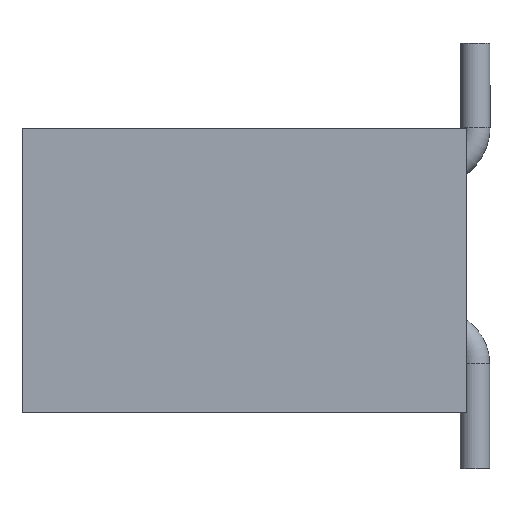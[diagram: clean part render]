
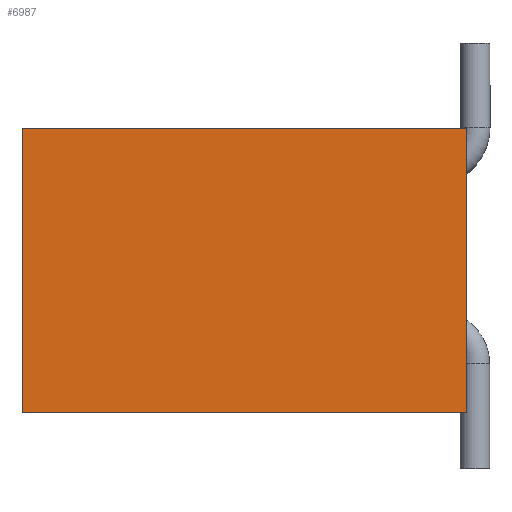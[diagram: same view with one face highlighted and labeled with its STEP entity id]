
A CAD part, left-side view. The second image highlights one B-rep face of the part: STEP entity #6987.
In plain terms, the highlighted planar face has unit normal (-1, 0, 0).
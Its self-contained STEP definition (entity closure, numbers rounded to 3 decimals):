
#782=ORIENTED_EDGE('',*,*,#2641,.T.);
#783=ORIENTED_EDGE('',*,*,#2717,.F.);
#784=ORIENTED_EDGE('',*,*,#2714,.F.);
#785=ORIENTED_EDGE('',*,*,#2719,.T.);
#2641=EDGE_CURVE('',#3623,#3622,#4307,.T.);
#2714=EDGE_CURVE('',#3686,#3687,#4338,.T.);
#2717=EDGE_CURVE('',#3687,#3622,#4341,.T.);
#2719=EDGE_CURVE('',#3686,#3623,#4343,.T.);
#3622=VERTEX_POINT('',#11238);
#3623=VERTEX_POINT('',#11240);
#3686=VERTEX_POINT('',#11723);
#3687=VERTEX_POINT('',#11725);
#4307=LINE('',#11239,#5080);
#4338=LINE('',#11724,#5111);
#4341=LINE('',#11729,#5114);
#4343=LINE('',#11733,#5116);
#5080=VECTOR('',#8954,1000.);
#5111=VECTOR('',#8999,1000.);
#5114=VECTOR('',#9004,1000.);
#5116=VECTOR('',#9010,1000.);
#5746=EDGE_LOOP('',(#782,#783,#784,#785));
#6204=FACE_BOUND('',#5746,.T.);
#6645=PLANE('',#8274);
#6987=ADVANCED_FACE('',(#6204),#6645,.F.);
#8274=AXIS2_PLACEMENT_3D('',#11741,#9020,#9021);
#8954=DIRECTION('',(0.,-1.,0.));
#8999=DIRECTION('',(0.,-1.,0.));
#9004=DIRECTION('',(0.,0.,-1.));
#9010=DIRECTION('',(0.,0.,-1.));
#9020=DIRECTION('',(1.,0.,0.));
#9021=DIRECTION('',(0.,0.,-1.));
#11238=CARTESIAN_POINT('',(-3.3,-3.4,0.));
#11239=CARTESIAN_POINT('',(-3.3,3.4,0.));
#11240=CARTESIAN_POINT('',(-3.3,3.4,0.));
#11723=CARTESIAN_POINT('',(-3.3,3.4,4.35));
#11724=CARTESIAN_POINT('',(-3.3,3.4,4.35));
#11725=CARTESIAN_POINT('',(-3.3,-3.4,4.35));
#11729=CARTESIAN_POINT('',(-3.3,-3.4,4.35));
#11733=CARTESIAN_POINT('',(-3.3,3.4,4.35));
#11741=CARTESIAN_POINT('',(-3.3,3.4,4.35));
